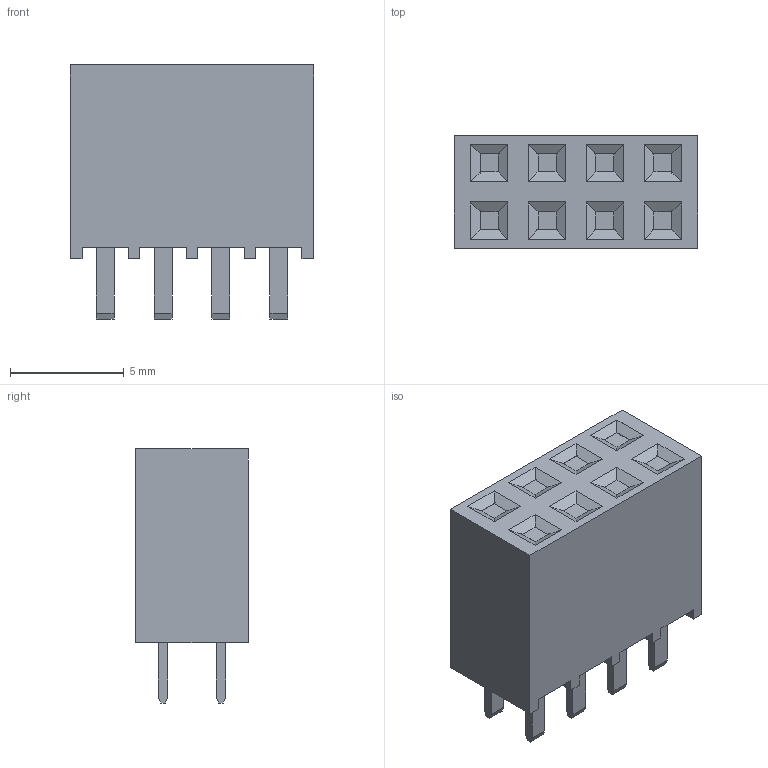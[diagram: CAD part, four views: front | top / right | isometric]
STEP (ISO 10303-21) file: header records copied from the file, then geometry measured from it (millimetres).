
FILE_DESCRIPTION((''),'2;1');
FILE_NAME('SAMTEC_SSW-104-01-G-D.stp','2013-03-27T08:50:14',(''),(''),'Mechanical Desktop 2011','Mechanical Desktop 2011',', , ');
FILE_SCHEMA(('AUTOMOTIVE_DESIGN { 1 2 10303 214 1 1 1 1 }'));
Length unit declared in the file: millimetre
Products named in the file (1): Product
Bounding box: 10.67 x 4.95 x 11.15 mm (x, y, z)
Volume: 434 mm3; surface area: 561.2 mm2
Topology: 10 solids, 10 shells, 162 faces, 392 edges, 244 vertices
Faces by surface type: plane 140, bspline 22
Entity records: 4631 total; most frequent: CARTESIAN_POINT 865, ORIENTED_EDGE 784, DIRECTION 674, VECTOR 392, LINE 392, EDGE_CURVE 392, VERTEX_POINT 244, EDGE_LOOP 170
